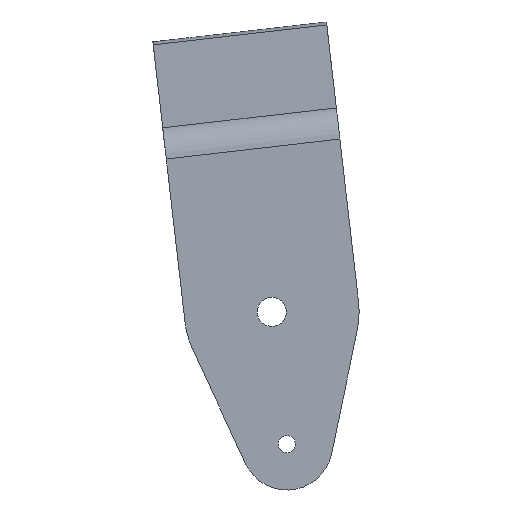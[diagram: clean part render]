
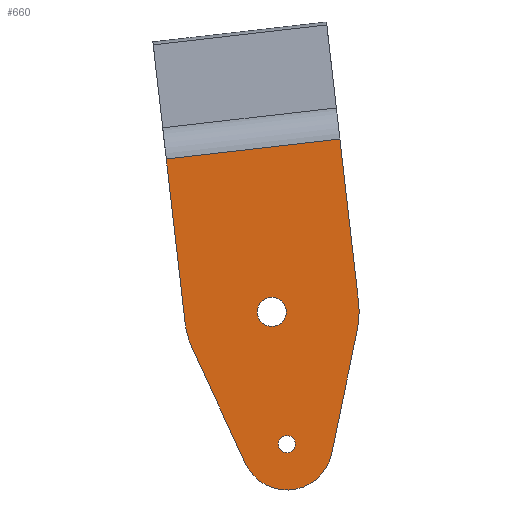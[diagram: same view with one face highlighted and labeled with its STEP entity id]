
A CAD part, left-side view. The second image highlights one B-rep face of the part: STEP entity #660.
In plain terms, the highlighted planar face has unit normal (-1, 0, 0).
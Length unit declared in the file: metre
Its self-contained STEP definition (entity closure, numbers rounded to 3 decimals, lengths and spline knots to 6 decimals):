
#32=PLANE('',#743);
#62=CIRCLE('',#727,0.012123);
#65=CIRCLE('',#731,0.012123);
#67=CIRCLE('',#735,0.00635);
#68=CIRCLE('',#738,0.002019);
#70=CIRCLE('',#741,0.001191);
#212=ORIENTED_EDGE('',*,*,#338,.T.);
#213=ORIENTED_EDGE('',*,*,#329,.F.);
#214=ORIENTED_EDGE('',*,*,#337,.T.);
#215=ORIENTED_EDGE('',*,*,#334,.F.);
#216=ORIENTED_EDGE('',*,*,#331,.F.);
#217=ORIENTED_EDGE('',*,*,#324,.F.);
#218=ORIENTED_EDGE('',*,*,#289,.F.);
#219=ORIENTED_EDGE('',*,*,#342,.F.);
#220=ORIENTED_EDGE('',*,*,#320,.T.);
#221=ORIENTED_EDGE('',*,*,#340,.T.);
#289=EDGE_CURVE('',#374,#375,#431,.T.);
#320=EDGE_CURVE('',#397,#396,#452,.T.);
#324=EDGE_CURVE('',#375,#400,#62,.T.);
#329=EDGE_CURVE('',#403,#396,#65,.T.);
#331=EDGE_CURVE('',#400,#405,#457,.T.);
#334=EDGE_CURVE('',#405,#407,#67,.T.);
#337=EDGE_CURVE('',#403,#407,#461,.T.);
#338=EDGE_CURVE('',#408,#408,#68,.T.);
#340=EDGE_CURVE('',#410,#410,#70,.T.);
#342=EDGE_CURVE('',#397,#374,#462,.T.);
#374=VERTEX_POINT('',#1019);
#375=VERTEX_POINT('',#1021);
#396=VERTEX_POINT('',#1081);
#397=VERTEX_POINT('',#1083);
#400=VERTEX_POINT('',#1091);
#403=VERTEX_POINT('',#1099);
#405=VERTEX_POINT('',#1105);
#407=VERTEX_POINT('',#1111);
#408=VERTEX_POINT('',#1118);
#410=VERTEX_POINT('',#1123);
#431=LINE('',#1020,#487);
#452=LINE('',#1082,#508);
#457=LINE('',#1104,#513);
#461=LINE('',#1115,#517);
#462=LINE('',#1127,#518);
#487=VECTOR('',#820,1.);
#508=VECTOR('',#879,1.);
#513=VECTOR('',#902,1.);
#517=VECTOR('',#914,1.);
#518=VECTOR('',#929,1.);
#558=EDGE_LOOP('',(#212));
#559=EDGE_LOOP('',(#213,#214,#215,#216,#217,#218,#219,#220));
#560=EDGE_LOOP('',(#221));
#604=FACE_BOUND('',#558,.T.);
#605=FACE_BOUND('',#559,.T.);
#606=FACE_BOUND('',#560,.T.);
#660=ADVANCED_FACE('',(#604,#605,#606),#32,.T.);
#727=AXIS2_PLACEMENT_3D('',#1090,#887,#888);
#731=AXIS2_PLACEMENT_3D('',#1100,#897,#898);
#735=AXIS2_PLACEMENT_3D('',#1110,#908,#909);
#738=AXIS2_PLACEMENT_3D('',#1117,#917,#918);
#741=AXIS2_PLACEMENT_3D('',#1122,#923,#924);
#743=AXIS2_PLACEMENT_3D('',#1126,#927,#928);
#820=DIRECTION('',(0.,-0.114,-0.993));
#879=DIRECTION('',(0.,-0.114,-0.993));
#887=DIRECTION('',(1.,0.,0.));
#888=DIRECTION('',(0.,1.,0.));
#897=DIRECTION('',(1.,0.,0.));
#898=DIRECTION('',(0.,1.,0.));
#902=DIRECTION('',(0.,0.202,-0.979));
#908=DIRECTION('',(1.,0.,0.));
#909=DIRECTION('',(0.,1.,0.));
#914=DIRECTION('',(0.,-0.419,-0.908));
#917=DIRECTION('',(1.,0.,0.));
#918=DIRECTION('',(0.,1.,0.));
#923=DIRECTION('',(1.,0.,0.));
#924=DIRECTION('',(0.,1.,0.));
#927=DIRECTION('',(-1.,0.,0.));
#928=DIRECTION('',(0.,1.,0.));
#929=DIRECTION('',(0.,-0.993,0.114));
#1019=CARTESIAN_POINT('',(-0.03608,0.15189,0.167516));
#1020=CARTESIAN_POINT('',(-0.03608,0.150301,0.153651));
#1021=CARTESIAN_POINT('',(-0.03608,0.149299,0.144905));
#1081=CARTESIAN_POINT('',(-0.03608,0.173387,0.142145));
#1082=CARTESIAN_POINT('',(-0.03608,0.174389,0.150891));
#1083=CARTESIAN_POINT('',(-0.03608,0.175977,0.164756));
#1090=CARTESIAN_POINT('',(-0.03608,0.161343,0.143525));
#1091=CARTESIAN_POINT('',(-0.03608,0.149471,0.141072));
#1099=CARTESIAN_POINT('',(-0.03608,0.172352,0.13845));
#1100=CARTESIAN_POINT('',(-0.03608,0.161343,0.143525));
#1104=CARTESIAN_POINT('',(-0.03608,0.151246,0.13248));
#1105=CARTESIAN_POINT('',(-0.03608,0.153021,0.123888));
#1110=CARTESIAN_POINT('',(-0.03608,0.15924,0.125172));
#1111=CARTESIAN_POINT('',(-0.03608,0.165007,0.122514));
#1115=CARTESIAN_POINT('',(-0.03608,0.168679,0.130482));
#1117=CARTESIAN_POINT('',(-0.03608,0.161343,0.143525));
#1118=CARTESIAN_POINT('',(-0.03608,0.163362,0.143525));
#1122=CARTESIAN_POINT('',(-0.03608,0.15924,0.125172));
#1123=CARTESIAN_POINT('',(-0.03608,0.16043,0.125172));
#1126=CARTESIAN_POINT('',(-0.03608,0.0968,0.065095));
#1127=CARTESIAN_POINT('',(-0.03608,0.163934,0.166136));
